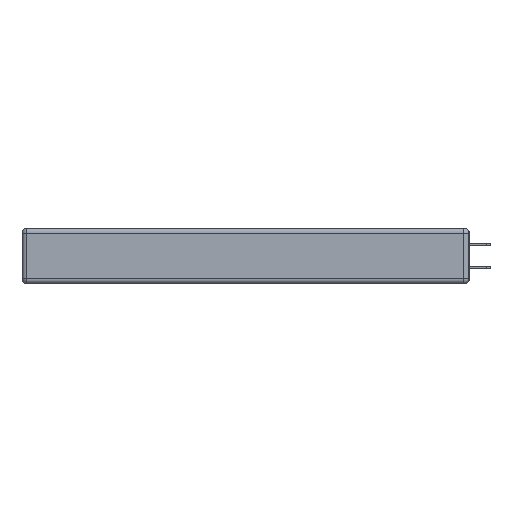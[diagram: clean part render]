
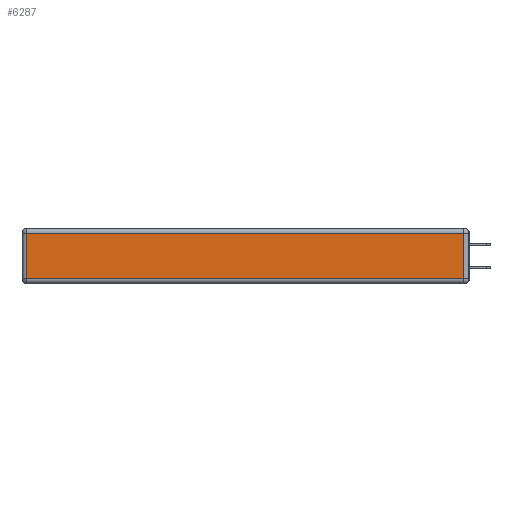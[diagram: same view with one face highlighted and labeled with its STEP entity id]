
A CAD part, left-side view. The second image highlights one B-rep face of the part: STEP entity #6287.
In plain terms, the highlighted planar face has unit normal (-1, 0, 0).
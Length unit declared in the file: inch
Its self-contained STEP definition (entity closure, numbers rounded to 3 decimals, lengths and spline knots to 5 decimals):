
#984 = EDGE_LOOP ( 'NONE', ( #9550, #11523, #17762, #4282 ) ) ;
#1106 = VECTOR ( 'NONE', #23238, 39.37008 ) ;
#2984 = CARTESIAN_POINT ( 'NONE',  ( 0., 0., -0.313 ) ) ;
#3825 = VECTOR ( 'NONE', #7094, 39.37008 ) ;
#4282 = ORIENTED_EDGE ( 'NONE', *, *, #8161, .T. ) ;
#4417 = CARTESIAN_POINT ( 'NONE',  ( 0., 2.72, -0.03 ) ) ;
#4674 = EDGE_CURVE ( 'NONE', #23192, #14393, #9233, .T. ) ;
#6287 = ADVANCED_FACE ( 'NONE', ( #12202 ), #21795, .T. ) ;
#6826 = VERTEX_POINT ( 'NONE', #11497 ) ;
#7094 = DIRECTION ( 'NONE',  ( 0., -1., 0. ) ) ;
#7145 = LINE ( 'NONE', #21282, #1106 ) ;
#8161 = EDGE_CURVE ( 'NONE', #14393, #22666, #7145, .T. ) ;
#8372 = EDGE_CURVE ( 'NONE', #22666, #6826, #19182, .T. ) ;
#9233 = LINE ( 'NONE', #17782, #18315 ) ;
#9550 = ORIENTED_EDGE ( 'NONE', *, *, #8372, .T. ) ;
#10160 = DIRECTION ( 'NONE',  ( 0., 1., 0. ) ) ;
#11497 = CARTESIAN_POINT ( 'NONE',  ( 0., 0.03, -0.313 ) ) ;
#11523 = ORIENTED_EDGE ( 'NONE', *, *, #24869, .T. ) ;
#12119 = CARTESIAN_POINT ( 'NONE',  ( 0., 0.03, -0.03 ) ) ;
#12161 = DIRECTION ( 'NONE',  ( -1., 0., 0. ) ) ;
#12202 = FACE_OUTER_BOUND ( 'NONE', #984, .T. ) ;
#13195 = CARTESIAN_POINT ( 'NONE',  ( 0., 0., -0.343 ) ) ;
#14075 = DIRECTION ( 'NONE',  ( 0., 0., 1. ) ) ;
#14393 = VERTEX_POINT ( 'NONE', #4417 ) ;
#14823 = LINE ( 'NONE', #22907, #19696 ) ;
#17762 = ORIENTED_EDGE ( 'NONE', *, *, #4674, .T. ) ;
#17782 = CARTESIAN_POINT ( 'NONE',  ( 0., 2.75, -0.03 ) ) ;
#18315 = VECTOR ( 'NONE', #10160, 39.37008 ) ;
#19182 = LINE ( 'NONE', #2984, #3825 ) ;
#19696 = VECTOR ( 'NONE', #20866, 39.37008 ) ;
#19907 = CARTESIAN_POINT ( 'NONE',  ( 0., 2.72, -0.313 ) ) ;
#20866 = DIRECTION ( 'NONE',  ( 0., 0., 1. ) ) ;
#21282 = CARTESIAN_POINT ( 'NONE',  ( 0., 2.72, -0.343 ) ) ;
#21775 = AXIS2_PLACEMENT_3D ( 'NONE', #13195, #12161, #14075 ) ;
#21795 = PLANE ( 'NONE',  #21775 ) ;
#22666 = VERTEX_POINT ( 'NONE', #19907 ) ;
#22907 = CARTESIAN_POINT ( 'NONE',  ( 0., 0.03, -0.343 ) ) ;
#23192 = VERTEX_POINT ( 'NONE', #12119 ) ;
#23238 = DIRECTION ( 'NONE',  ( 0., 0., -1. ) ) ;
#24869 = EDGE_CURVE ( 'NONE', #6826, #23192, #14823, .T. ) ;
